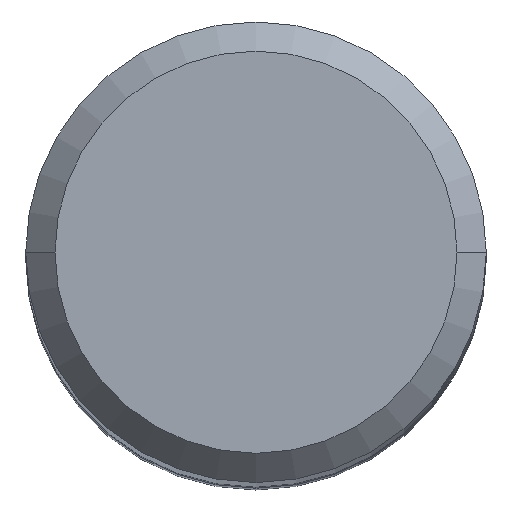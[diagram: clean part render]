
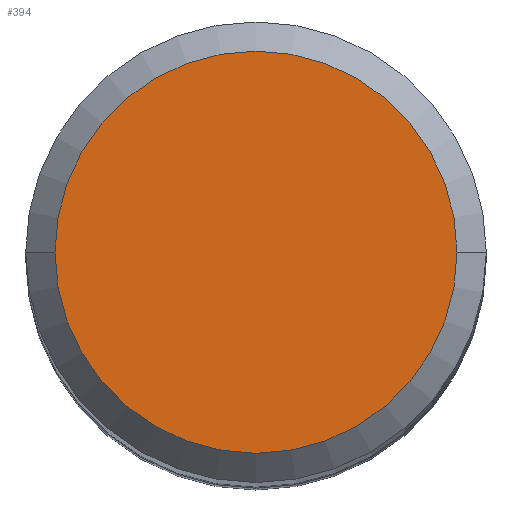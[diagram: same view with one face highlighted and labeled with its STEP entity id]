
A CAD part, top view. The second image highlights one B-rep face of the part: STEP entity #394.
In plain terms, the highlighted planar face has unit normal (0, 0, 1).
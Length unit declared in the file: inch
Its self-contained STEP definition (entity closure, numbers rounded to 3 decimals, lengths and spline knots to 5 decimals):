
#13 = VERTEX_POINT ( 'NONE', #328 ) ;
#49 = EDGE_CURVE ( 'NONE', #13, #358, #352, .T. ) ;
#53 = AXIS2_PLACEMENT_3D ( 'NONE', #171, #122, #414 ) ;
#70 = ORIENTED_EDGE ( 'NONE', *, *, #348, .T. ) ;
#108 = DIRECTION ( 'NONE',  ( -1., 0., 0. ) ) ;
#122 = DIRECTION ( 'NONE',  ( 0., 0., 1. ) ) ;
#124 = AXIS2_PLACEMENT_3D ( 'NONE', #395, #477, #108 ) ;
#171 = CARTESIAN_POINT ( 'NONE',  ( 0., 0., 0. ) ) ;
#209 = DIRECTION ( 'NONE',  ( 1., 0., 0. ) ) ;
#242 = AXIS2_PLACEMENT_3D ( 'NONE', #257, #245, #209 ) ;
#245 = DIRECTION ( 'NONE',  ( 0., 0., 1. ) ) ;
#257 = CARTESIAN_POINT ( 'NONE',  ( 0., 0., 0. ) ) ;
#328 = CARTESIAN_POINT ( 'NONE',  ( -0.1375, 0., 0. ) ) ;
#336 = CARTESIAN_POINT ( 'NONE',  ( 0.1375, 0., 0. ) ) ;
#348 = EDGE_CURVE ( 'NONE', #358, #13, #363, .T. ) ;
#352 = CIRCLE ( 'NONE', #53, 0.1375 ) ;
#358 = VERTEX_POINT ( 'NONE', #336 ) ;
#363 = CIRCLE ( 'NONE', #242, 0.1375 ) ;
#391 = FACE_OUTER_BOUND ( 'NONE', #432, .T. ) ;
#394 = ADVANCED_FACE ( 'NONE', ( #391 ), #398, .F. ) ;
#395 = CARTESIAN_POINT ( 'NONE',  ( 0., 0.1375, 0. ) ) ;
#398 = PLANE ( 'NONE',  #124 ) ;
#404 = ORIENTED_EDGE ( 'NONE', *, *, #49, .T. ) ;
#414 = DIRECTION ( 'NONE',  ( 1., 0., 0. ) ) ;
#432 = EDGE_LOOP ( 'NONE', ( #404, #70 ) ) ;
#477 = DIRECTION ( 'NONE',  ( 0., 0., -1. ) ) ;
